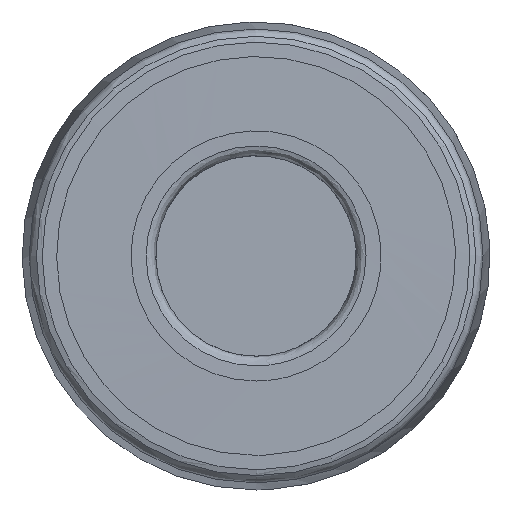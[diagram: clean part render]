
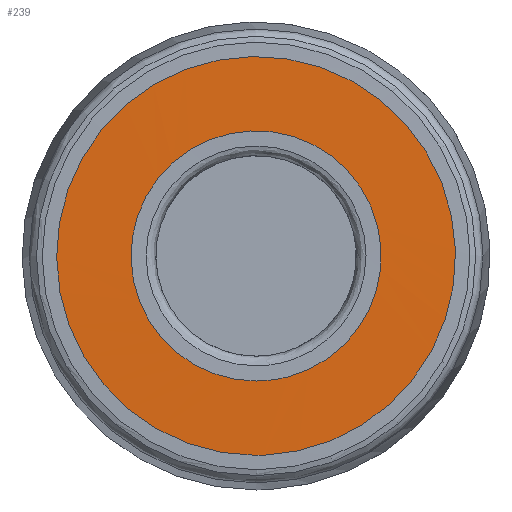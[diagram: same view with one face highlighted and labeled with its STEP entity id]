
A CAD part, left-side view. The second image highlights one B-rep face of the part: STEP entity #239.
In plain terms, the highlighted face is a revolution surface.
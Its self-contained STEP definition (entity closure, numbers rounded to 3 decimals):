
#43=SURFACE_OF_REVOLUTION('',#69,#59);
#59=AXIS1_PLACEMENT('',#786,#681);
#69=LINE('',#785,#79);
#79=VECTOR('',#680,4.713);
#239=ADVANCED_FACE('',(#299,#300),#43,.T.);
#299=FACE_BOUND('',#357,.T.);
#300=FACE_BOUND('',#358,.T.);
#357=EDGE_LOOP('',(#415));
#358=EDGE_LOOP('',(#416));
#415=ORIENTED_EDGE('',*,*,#460,.F.);
#416=ORIENTED_EDGE('',*,*,#474,.T.);
#431=VERTEX_POINT('',#726);
#445=VERTEX_POINT('',#782);
#460=EDGE_CURVE('',#431,#431,#489,.T.);
#474=EDGE_CURVE('',#445,#445,#505,.T.);
#489=CIRCLE('',#535,11.425);
#505=CIRCLE('',#555,7.165);
#535=AXIS2_PLACEMENT_3D('',#725,#614,#615);
#555=AXIS2_PLACEMENT_3D('',#781,#676,#677);
#614=DIRECTION('',(1.,0.,0.));
#615=DIRECTION('',(0.,0.,-1.));
#676=DIRECTION('',(1.,0.,0.));
#677=DIRECTION('',(0.,0.,-1.));
#680=DIRECTION('',(0.008,-0.956,-0.292));
#681=DIRECTION('',(1.,0.,0.));
#725=CARTESIAN_POINT('',(-0.024,0.,0.));
#726=CARTESIAN_POINT('',(-0.024,0.,-11.425));
#781=CARTESIAN_POINT('',(-0.061,0.,0.));
#782=CARTESIAN_POINT('',(-0.061,0.,-7.165));
#785=CARTESIAN_POINT('',(-0.061,-6.905,1.913));
#786=CARTESIAN_POINT('',(40.,0.,0.));
